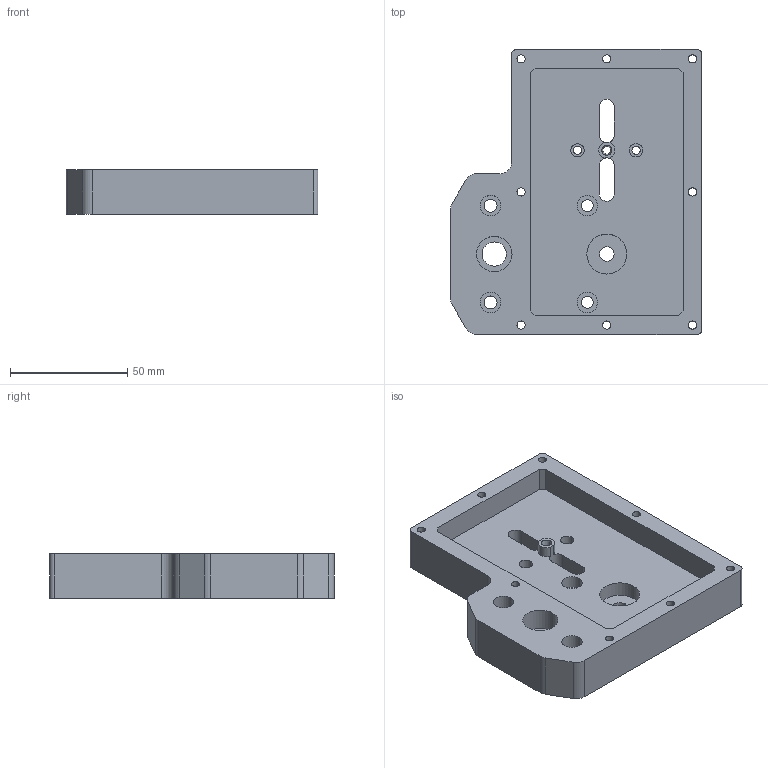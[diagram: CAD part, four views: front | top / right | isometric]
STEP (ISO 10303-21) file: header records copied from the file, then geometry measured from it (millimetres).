
FILE_DESCRIPTION (( 'STEP AP203' ), '1' );
FILE_NAME ('Cutter V4 housing.STEP', '2021-07-11T12:33:54', ( '' ), ( '' ), 'SwSTEP 2.0', 'SolidWorks 2020', '' );
FILE_SCHEMA (( 'CONFIG_CONTROL_DESIGN' ));
Length unit declared in the file: millimetre
Products named in the file (1): Cutter V4 housing
Bounding box: 107.43 x 121.62 x 19 mm (x, y, z)
Volume: 136708.9 mm3; surface area: 39506.6 mm2
Topology: 1 solids, 1 shells, 157 faces, 413 edges, 274 vertices
Faces by surface type: plane 88, cylinder 65, cone 4
Entity records: 5026 total; most frequent: DIRECTION 867, CARTESIAN_POINT 845, ORIENTED_EDGE 826, EDGE_CURVE 413, AXIS2_PLACEMENT_3D 296, VECTOR 275, LINE 275, VERTEX_POINT 274
